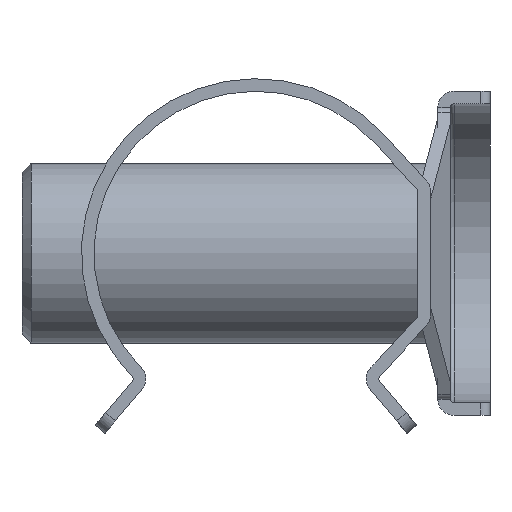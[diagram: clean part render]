
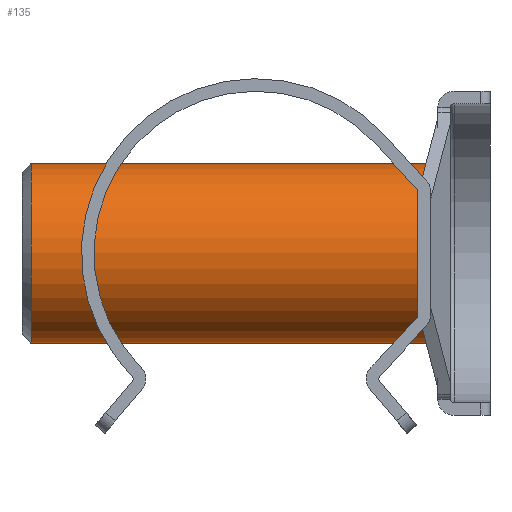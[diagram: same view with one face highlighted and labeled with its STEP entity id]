
A CAD part, front view. The second image highlights one B-rep face of the part: STEP entity #135.
In plain terms, the highlighted cylindrical face has radius 5 mm (diameter 10 mm), a full revolution.
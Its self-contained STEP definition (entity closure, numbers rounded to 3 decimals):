
#71 = CARTESIAN_POINT ( 'NONE',  ( -13., 0., 0. ) ) ;
#98 = CARTESIAN_POINT ( 'NONE',  ( 10.1, 5., 0. ) ) ;
#135 = ADVANCED_FACE ( 'NONE', ( #588, #415 ), #1860, .T. ) ;
#239 = DIRECTION ( 'NONE',  ( 0., 0., 1. ) ) ;
#287 = CIRCLE ( 'NONE', #2006, 5. ) ;
#376 = ORIENTED_EDGE ( 'NONE', *, *, #914, .F. ) ;
#415 = FACE_OUTER_BOUND ( 'NONE', #511, .T. ) ;
#421 = AXIS2_PLACEMENT_3D ( 'NONE', #71, #723, #239 ) ;
#511 = EDGE_LOOP ( 'NONE', ( #376 ) ) ;
#573 = EDGE_CURVE ( 'NONE', #1401, #1401, #287, .T. ) ;
#588 = FACE_OUTER_BOUND ( 'NONE', #1229, .T. ) ;
#723 = DIRECTION ( 'NONE',  ( -1., 0., 0. ) ) ;
#773 = ORIENTED_EDGE ( 'NONE', *, *, #573, .F. ) ;
#838 = AXIS2_PLACEMENT_3D ( 'NONE', #1997, #1658, #1809 ) ;
#914 = EDGE_CURVE ( 'NONE', #1893, #1893, #1772, .T. ) ;
#1060 = DIRECTION ( 'NONE',  ( 0., 0., 1. ) ) ;
#1229 = EDGE_LOOP ( 'NONE', ( #773 ) ) ;
#1401 = VERTEX_POINT ( 'NONE', #1567 ) ;
#1546 = DIRECTION ( 'NONE',  ( -1., 0., 0. ) ) ;
#1567 = CARTESIAN_POINT ( 'NONE',  ( -12.5, 0., 5. ) ) ;
#1658 = DIRECTION ( 'NONE',  ( 1., 0., 0. ) ) ;
#1772 = CIRCLE ( 'NONE', #838, 5. ) ;
#1809 = DIRECTION ( 'NONE',  ( 0., 1., 0. ) ) ;
#1860 = CYLINDRICAL_SURFACE ( 'NONE', #421, 5. ) ;
#1893 = VERTEX_POINT ( 'NONE', #98 ) ;
#1936 = CARTESIAN_POINT ( 'NONE',  ( -12.5, 0., 0. ) ) ;
#1997 = CARTESIAN_POINT ( 'NONE',  ( 10.1, 0., 0. ) ) ;
#2006 = AXIS2_PLACEMENT_3D ( 'NONE', #1936, #1546, #1060 ) ;
